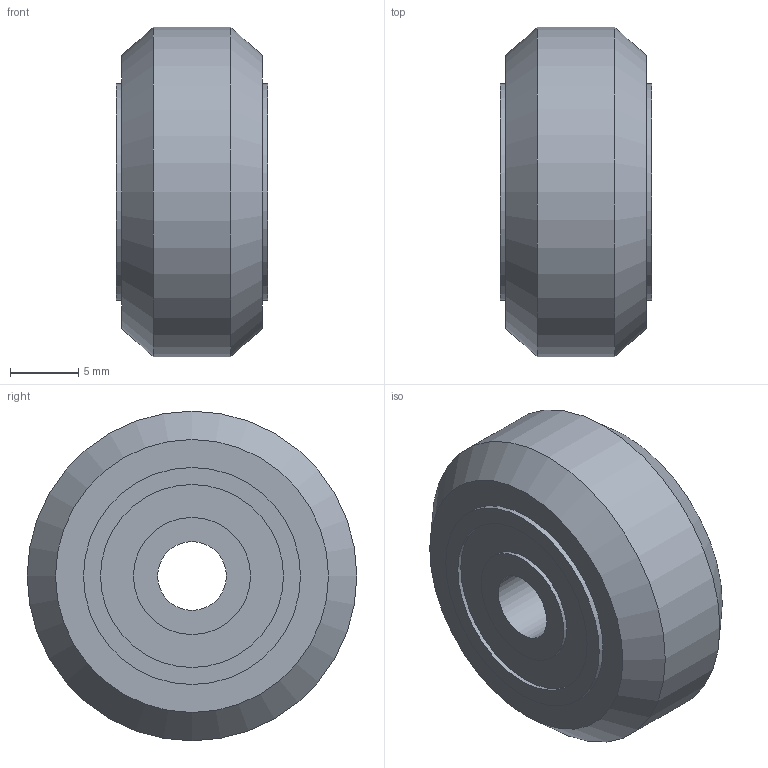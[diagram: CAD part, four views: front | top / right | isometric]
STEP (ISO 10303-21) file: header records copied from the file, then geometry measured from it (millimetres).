
FILE_DESCRIPTION(/* description */ (''),/* implementation_level */ '2;1');
FILE_NAME(/* name */ 'V-WHEEL',/* time_stamp */ '2021-06-06T09:14:01-04:00',/* author */ ('Isaac Innis'),/* organization */ (''),/* preprocessor_version */ 'ST-DEVELOPER v16.7',/* originating_system */ 'Solid Edge',/* authorisation */ 'Unknown');
FILE_SCHEMA (('AUTOMOTIVE_DESIGN {1 0 10303 214 3 1 1}'));
Length unit declared in the file: millimetre
Products named in the file (1): V-WHEEL
Bounding box: 11.09 x 24.15 x 24.15 mm (x, y, z)
Volume: 4258.5 mm3; surface area: 1707.2 mm2
Topology: 1 solids, 1 shells, 18 faces, 28 edges, 18 vertices
Faces by surface type: cylinder 8, plane 8, cone 2
Full cylindrical faces by diameter (mm): 5.03 x1, 8.57 x2, 13.4 x2, 15.9 x2, 24.15 x1
Entity records: 519 total; most frequent: DIRECTION 74, CARTESIAN_POINT 55, AXIS2_PLACEMENT_3D 37, ORIENTED_EDGE 36, EDGE_LOOP 36, FACE_BOUND 36, EDGE_CURVE 18, VERTEX_POINT 18
